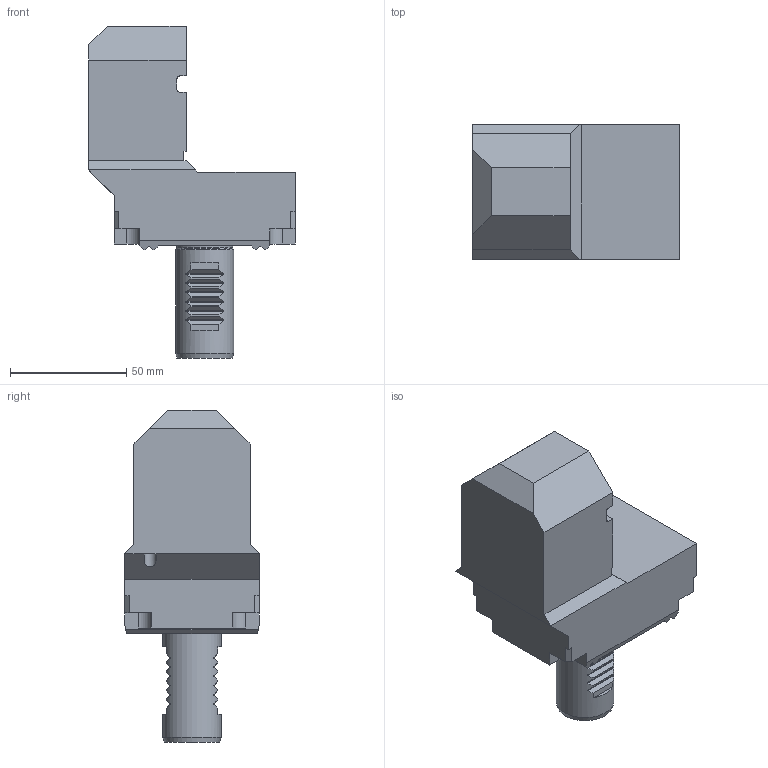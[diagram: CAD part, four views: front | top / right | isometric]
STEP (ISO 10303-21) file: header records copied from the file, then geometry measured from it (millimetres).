
FILE_DESCRIPTION(/* description */ (''),/* implementation_level */ '2;1');
FILE_NAME(/* name */ 'W1250008A.stp',/* time_stamp */ '2009-04-03T08:37:42+02:00',/* author */ (''),/* organization */ (''),/* preprocessor_version */ 'ST-DEVELOPER v11',/* originating_system */ 'UGS - NX 5.0',/* authorisation */ '');
FILE_SCHEMA (('AUTOMOTIVE_DESIGN { 1 0 10303 214 0 1 1 1 }'));
Length unit declared in the file: millimetre
Products named in the file (1): thum042Aknac
Bounding box: 89 x 58 x 143 mm (x, y, z)
Volume: 265920.7 mm3; surface area: 36323.4 mm2
Topology: 1 solids, 1 shells, 151 faces, 420 edges, 276 vertices
Faces by surface type: plane 113, cylinder 30, cone 5, torus 3
Full cylindrical faces by diameter (mm): 24.1 x1, 25 x1, 26 x1, 28 x1, 28.5 x1
Entity records: 5183 total; most frequent: CARTESIAN_POINT 1349, ORIENTED_EDGE 804, DIRECTION 765, EDGE_CURVE 402, LINE 279, VECTOR 279, VERTEX_POINT 271, AXIS2_PLACEMENT_3D 243
